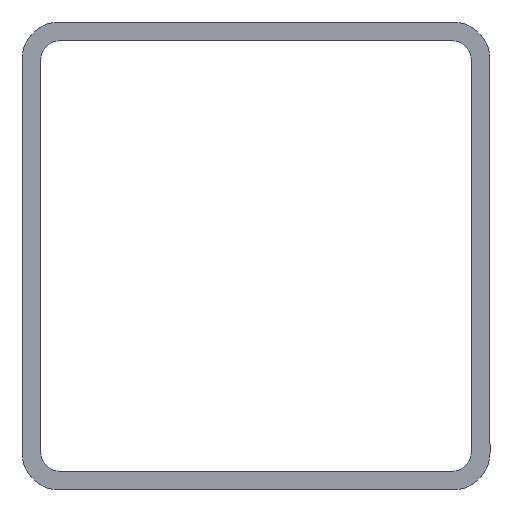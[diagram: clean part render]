
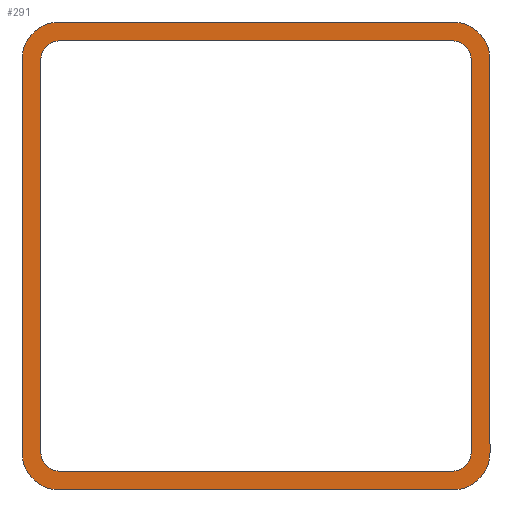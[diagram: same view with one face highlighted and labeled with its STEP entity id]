
A CAD part, left-side view. The second image highlights one B-rep face of the part: STEP entity #291.
In plain terms, the highlighted planar face has unit normal (-1, 0, 0).
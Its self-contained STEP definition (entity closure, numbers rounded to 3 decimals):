
#4 = VERTEX_POINT ( 'NONE', #973 ) ;
#8 = LINE ( 'NONE', #83, #671 ) ;
#16 = LINE ( 'NONE', #395, #1054 ) ;
#32 = LINE ( 'NONE', #590, #533 ) ;
#49 = CIRCLE ( 'NONE', #301, 2. ) ;
#56 = VERTEX_POINT ( 'NONE', #390 ) ;
#60 = EDGE_CURVE ( 'NONE', #258, #1105, #629, .T. ) ;
#65 = EDGE_CURVE ( 'NONE', #845, #56, #16, .T. ) ;
#67 = AXIS2_PLACEMENT_3D ( 'NONE', #243, #824, #649 ) ;
#77 = DIRECTION ( 'NONE',  ( 0., 0., -1. ) ) ;
#83 = CARTESIAN_POINT ( 'NONE',  ( -692.5, 23., -21. ) ) ;
#96 = CARTESIAN_POINT ( 'NONE',  ( -692.5, -21., -23. ) ) ;
#109 = ORIENTED_EDGE ( 'NONE', *, *, #713, .F. ) ;
#132 = EDGE_CURVE ( 'NONE', #4, #600, #263, .T. ) ;
#135 = EDGE_LOOP ( 'NONE', ( #526, #707, #987, #348, #1068, #280, #109, #1117 ) ) ;
#152 = DIRECTION ( 'NONE',  ( 0., 0., 1. ) ) ;
#155 = ORIENTED_EDGE ( 'NONE', *, *, #861, .T. ) ;
#157 = PLANE ( 'NONE',  #67 ) ;
#174 = DIRECTION ( 'NONE',  ( 0., 1., 0. ) ) ;
#189 = LINE ( 'NONE', #96, #632 ) ;
#190 = CIRCLE ( 'NONE', #511, 4. ) ;
#194 = CARTESIAN_POINT ( 'NONE',  ( -692.5, 21., 21. ) ) ;
#197 = LINE ( 'NONE', #1065, #753 ) ;
#200 = DIRECTION ( 'NONE',  ( -1., 0., 0. ) ) ;
#201 = VERTEX_POINT ( 'NONE', #1180 ) ;
#240 = DIRECTION ( 'NONE',  ( 0., -1., 0. ) ) ;
#243 = CARTESIAN_POINT ( 'NONE',  ( -692.5, 21., -21. ) ) ;
#250 = CARTESIAN_POINT ( 'NONE',  ( -692.5, 23., 21. ) ) ;
#255 = VERTEX_POINT ( 'NONE', #1022 ) ;
#258 = VERTEX_POINT ( 'NONE', #744 ) ;
#263 = CIRCLE ( 'NONE', #995, 4. ) ;
#280 = ORIENTED_EDGE ( 'NONE', *, *, #1053, .F. ) ;
#291 = ADVANCED_FACE ( 'NONE', ( #556, #1127 ), #157, .F. ) ;
#292 = CARTESIAN_POINT ( 'NONE',  ( -692.5, 21., -21. ) ) ;
#301 = AXIS2_PLACEMENT_3D ( 'NONE', #935, #723, #1209 ) ;
#310 = DIRECTION ( 'NONE',  ( 0., -1., 0. ) ) ;
#322 = ORIENTED_EDGE ( 'NONE', *, *, #951, .T. ) ;
#348 = ORIENTED_EDGE ( 'NONE', *, *, #889, .F. ) ;
#373 = EDGE_CURVE ( 'NONE', #1202, #845, #1017, .T. ) ;
#379 = CARTESIAN_POINT ( 'NONE',  ( -692.5, 21., -21. ) ) ;
#390 = CARTESIAN_POINT ( 'NONE',  ( -692.5, -23., 21. ) ) ;
#395 = CARTESIAN_POINT ( 'NONE',  ( -692.5, -23., -21. ) ) ;
#415 = DIRECTION ( 'NONE',  ( 0., 1., 0. ) ) ;
#423 = EDGE_CURVE ( 'NONE', #677, #201, #1074, .T. ) ;
#432 = CARTESIAN_POINT ( 'NONE',  ( -692.5, -21., -23. ) ) ;
#457 = ORIENTED_EDGE ( 'NONE', *, *, #749, .T. ) ;
#469 = VECTOR ( 'NONE', #152, 1000. ) ;
#481 = CARTESIAN_POINT ( 'NONE',  ( -692.5, 25., -21. ) ) ;
#501 = LINE ( 'NONE', #890, #1194 ) ;
#511 = AXIS2_PLACEMENT_3D ( 'NONE', #908, #1137, #240 ) ;
#526 = ORIENTED_EDGE ( 'NONE', *, *, #373, .F. ) ;
#531 = LINE ( 'NONE', #630, #469 ) ;
#533 = VECTOR ( 'NONE', #1096, 1000. ) ;
#552 = ORIENTED_EDGE ( 'NONE', *, *, #965, .T. ) ;
#556 = FACE_OUTER_BOUND ( 'NONE', #920, .T. ) ;
#567 = DIRECTION ( 'NONE',  ( 0., 1., 0. ) ) ;
#571 = VECTOR ( 'NONE', #174, 1000. ) ;
#578 = DIRECTION ( 'NONE',  ( 0., 1., 0. ) ) ;
#585 = DIRECTION ( 'NONE',  ( 0., -1., 0. ) ) ;
#590 = CARTESIAN_POINT ( 'NONE',  ( -692.5, -21., 23. ) ) ;
#600 = VERTEX_POINT ( 'NONE', #613 ) ;
#613 = CARTESIAN_POINT ( 'NONE',  ( -692.5, -21., 25. ) ) ;
#624 = CARTESIAN_POINT ( 'NONE',  ( -692.5, -21., -21. ) ) ;
#629 = CIRCLE ( 'NONE', #1035, 4. ) ;
#630 = CARTESIAN_POINT ( 'NONE',  ( -692.5, -25., -21. ) ) ;
#632 = VECTOR ( 'NONE', #761, 1000. ) ;
#633 = DIRECTION ( 'NONE',  ( 0., -1., 0. ) ) ;
#638 = CARTESIAN_POINT ( 'NONE',  ( -692.5, 21., 23. ) ) ;
#647 = CARTESIAN_POINT ( 'NONE',  ( -692.5, -23., -21. ) ) ;
#649 = DIRECTION ( 'NONE',  ( 0., 1., 0. ) ) ;
#665 = DIRECTION ( 'NONE',  ( 0., 0., -1. ) ) ;
#671 = VECTOR ( 'NONE', #665, 1000. ) ;
#677 = VERTEX_POINT ( 'NONE', #1170 ) ;
#678 = DIRECTION ( 'NONE',  ( -1., 0., 0. ) ) ;
#694 = EDGE_CURVE ( 'NONE', #1166, #255, #501, .T. ) ;
#703 = VERTEX_POINT ( 'NONE', #1224 ) ;
#704 = CARTESIAN_POINT ( 'NONE',  ( -692.5, -25., -21. ) ) ;
#707 = ORIENTED_EDGE ( 'NONE', *, *, #906, .F. ) ;
#713 = EDGE_CURVE ( 'NONE', #56, #703, #49, .T. ) ;
#721 = VERTEX_POINT ( 'NONE', #250 ) ;
#723 = DIRECTION ( 'NONE',  ( -1., 0., 0. ) ) ;
#731 = AXIS2_PLACEMENT_3D ( 'NONE', #194, #1062, #1055 ) ;
#744 = CARTESIAN_POINT ( 'NONE',  ( -692.5, 21., 25. ) ) ;
#749 = EDGE_CURVE ( 'NONE', #1004, #4, #531, .T. ) ;
#752 = AXIS2_PLACEMENT_3D ( 'NONE', #379, #878, #567 ) ;
#753 = VECTOR ( 'NONE', #77, 1000. ) ;
#761 = DIRECTION ( 'NONE',  ( 0., -1., 0. ) ) ;
#783 = CARTESIAN_POINT ( 'NONE',  ( -692.5, 21., 21. ) ) ;
#806 = VERTEX_POINT ( 'NONE', #638 ) ;
#816 = CIRCLE ( 'NONE', #1175, 4. ) ;
#824 = DIRECTION ( 'NONE',  ( 1., 0., 0. ) ) ;
#839 = ORIENTED_EDGE ( 'NONE', *, *, #1199, .T. ) ;
#845 = VERTEX_POINT ( 'NONE', #647 ) ;
#861 = EDGE_CURVE ( 'NONE', #600, #258, #1243, .T. ) ;
#878 = DIRECTION ( 'NONE',  ( -1., 0., 0. ) ) ;
#885 = CARTESIAN_POINT ( 'NONE',  ( -692.5, -21., 21. ) ) ;
#889 = EDGE_CURVE ( 'NONE', #721, #677, #8, .T. ) ;
#890 = CARTESIAN_POINT ( 'NONE',  ( -692.5, -21., -25. ) ) ;
#899 = EDGE_CURVE ( 'NONE', #806, #721, #1020, .T. ) ;
#906 = EDGE_CURVE ( 'NONE', #201, #1202, #189, .T. ) ;
#908 = CARTESIAN_POINT ( 'NONE',  ( -692.5, -21., -21. ) ) ;
#919 = DIRECTION ( 'NONE',  ( -1., 0., 0. ) ) ;
#920 = EDGE_LOOP ( 'NONE', ( #322, #1217, #839, #457, #1207, #155, #1015, #552 ) ) ;
#935 = CARTESIAN_POINT ( 'NONE',  ( -692.5, -21., 21. ) ) ;
#944 = VERTEX_POINT ( 'NONE', #481 ) ;
#951 = EDGE_CURVE ( 'NONE', #944, #1166, #816, .T. ) ;
#953 = CARTESIAN_POINT ( 'NONE',  ( -692.5, -21., 25. ) ) ;
#965 = EDGE_CURVE ( 'NONE', #1105, #944, #197, .T. ) ;
#973 = CARTESIAN_POINT ( 'NONE',  ( -692.5, -25., 21. ) ) ;
#987 = ORIENTED_EDGE ( 'NONE', *, *, #423, .F. ) ;
#995 = AXIS2_PLACEMENT_3D ( 'NONE', #885, #1091, #415 ) ;
#1004 = VERTEX_POINT ( 'NONE', #704 ) ;
#1015 = ORIENTED_EDGE ( 'NONE', *, *, #60, .T. ) ;
#1017 = CIRCLE ( 'NONE', #1171, 2. ) ;
#1020 = CIRCLE ( 'NONE', #731, 2. ) ;
#1022 = CARTESIAN_POINT ( 'NONE',  ( -692.5, -21., -25. ) ) ;
#1035 = AXIS2_PLACEMENT_3D ( 'NONE', #783, #200, #585 ) ;
#1053 = EDGE_CURVE ( 'NONE', #703, #806, #32, .T. ) ;
#1054 = VECTOR ( 'NONE', #1164, 1000. ) ;
#1055 = DIRECTION ( 'NONE',  ( 0., -1., 0. ) ) ;
#1062 = DIRECTION ( 'NONE',  ( -1., 0., 0. ) ) ;
#1065 = CARTESIAN_POINT ( 'NONE',  ( -692.5, 25., -21. ) ) ;
#1068 = ORIENTED_EDGE ( 'NONE', *, *, #899, .F. ) ;
#1070 = CARTESIAN_POINT ( 'NONE',  ( -692.5, 25., 21. ) ) ;
#1074 = CIRCLE ( 'NONE', #752, 2. ) ;
#1091 = DIRECTION ( 'NONE',  ( -1., 0., 0. ) ) ;
#1096 = DIRECTION ( 'NONE',  ( 0., 1., 0. ) ) ;
#1105 = VERTEX_POINT ( 'NONE', #1070 ) ;
#1106 = CARTESIAN_POINT ( 'NONE',  ( -692.5, 21., -25. ) ) ;
#1117 = ORIENTED_EDGE ( 'NONE', *, *, #65, .F. ) ;
#1127 = FACE_BOUND ( 'NONE', #135, .T. ) ;
#1137 = DIRECTION ( 'NONE',  ( -1., 0., 0. ) ) ;
#1164 = DIRECTION ( 'NONE',  ( 0., 0., 1. ) ) ;
#1166 = VERTEX_POINT ( 'NONE', #1106 ) ;
#1170 = CARTESIAN_POINT ( 'NONE',  ( -692.5, 23., -21. ) ) ;
#1171 = AXIS2_PLACEMENT_3D ( 'NONE', #624, #919, #633 ) ;
#1175 = AXIS2_PLACEMENT_3D ( 'NONE', #292, #678, #578 ) ;
#1180 = CARTESIAN_POINT ( 'NONE',  ( -692.5, 21., -23. ) ) ;
#1194 = VECTOR ( 'NONE', #310, 1000. ) ;
#1199 = EDGE_CURVE ( 'NONE', #255, #1004, #190, .T. ) ;
#1202 = VERTEX_POINT ( 'NONE', #432 ) ;
#1207 = ORIENTED_EDGE ( 'NONE', *, *, #132, .T. ) ;
#1209 = DIRECTION ( 'NONE',  ( 0., 1., 0. ) ) ;
#1217 = ORIENTED_EDGE ( 'NONE', *, *, #694, .T. ) ;
#1224 = CARTESIAN_POINT ( 'NONE',  ( -692.5, -21., 23. ) ) ;
#1243 = LINE ( 'NONE', #953, #571 ) ;
